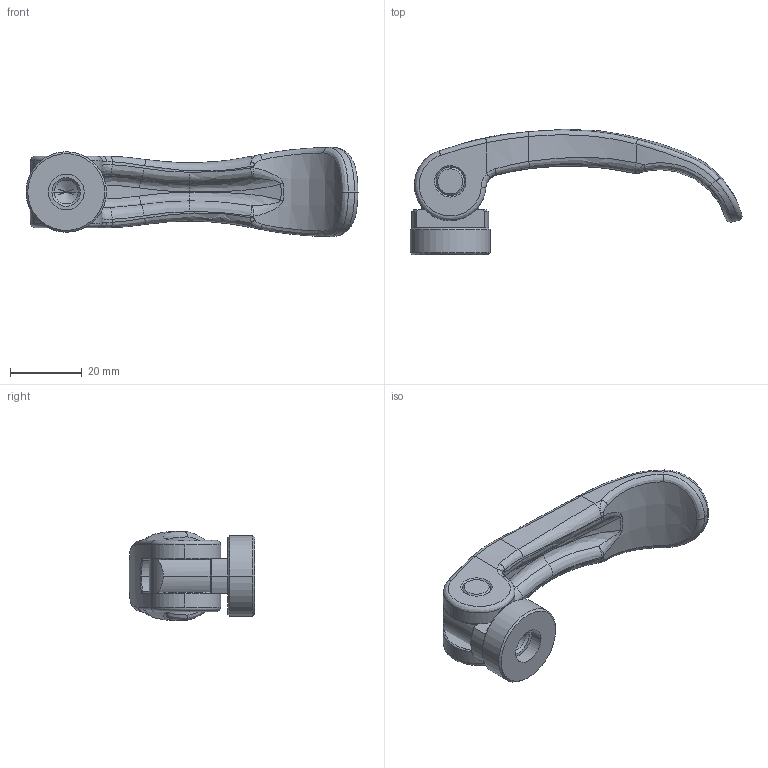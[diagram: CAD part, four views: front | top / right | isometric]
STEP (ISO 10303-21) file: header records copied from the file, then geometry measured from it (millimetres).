
FILE_DESCRIPTION(('STEP AP214'),'1');
FILE_NAME('EH_23390_0002.stp','2017-08-10T07:30:29',('TraceParts'),('TraceParts S.A.'),'Spatial InterOp 3D',' ',' ');
FILE_SCHEMA(('automotive_design'));
Length unit declared in the file: millimetre
Products named in the file (2): EH_23390_0002_1; EH_23390_0002_2
Bounding box: 92.84 x 35.08 x 24.99 mm (x, y, z)
Volume: 21059 mm3; surface area: 9533.6 mm2
Topology: 2 solids, 2 shells, 157 faces, 376 edges, 222 vertices
Faces by surface type: bspline 78, cylinder 42, cone 22, plane 15
Entity records: 18387 total; most frequent: CARTESIAN_POINT 14003, ORIENTED_EDGE 740, DIRECTION 506, EDGE_CURVE 370, VERTEX_POINT 222, AXIS2_PLACEMENT_3D 212, EDGE_LOOP 166, STYLED_ITEM 159
